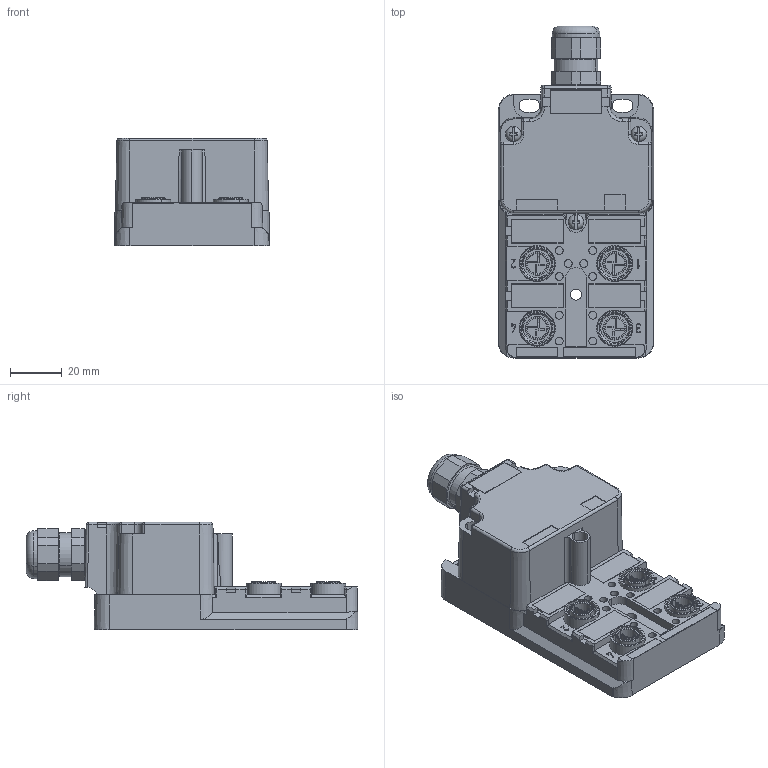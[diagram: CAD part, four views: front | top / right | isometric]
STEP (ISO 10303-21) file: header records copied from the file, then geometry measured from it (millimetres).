
FILE_DESCRIPTION(('CATIA V5 STEP Exchange','CAx-IF Rec.Pracs.--- Model Styling and Organization---1.4--- 2014-01-23'),'2;1');
FILE_NAME ('020817-3_0', '2021-01-14T17:17:09+00:00', ('none'), ('Weidmueller'), 'CATIA Version 5-6 Release 2016 SP3 HF44', 'CATIA V5 STEP AP214', 'none');
FILE_SCHEMA(('AUTOMOTIVE_DESIGN { 1 0 10303 214 1 1 1 1 }'));
Products named in the file (1): 1766780000
Bounding box: 60 x 128.33 x 41.5 mm (x, y, z)
Volume: 104051.8 mm3; surface area: 57005.4 mm2
Topology: 35 solids, 36 shells, 1909 faces, 5098 edges, 3321 vertices
Faces by surface type: plane 1124, cylinder 605, torus 94, cone 80, sphere 6
Entity records: 56201 total; most frequent: CARTESIAN_POINT 10937, ORIENTED_EDGE 10180, DIRECTION 7728, EDGE_CURVE 5090, VECTOR 3381, LINE 3381, VERTEX_POINT 3321, AXIS2_PLACEMENT_3D 2913
